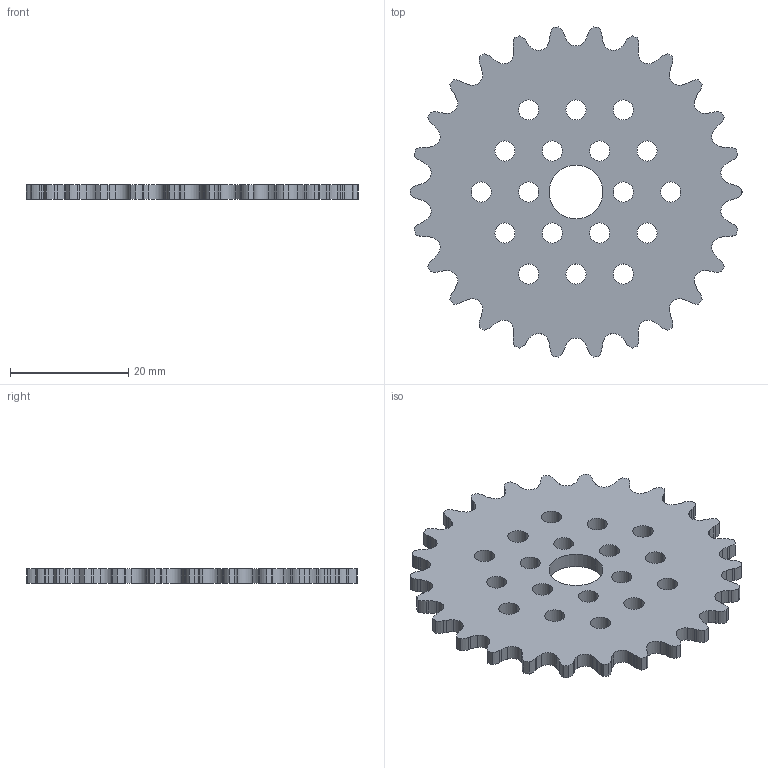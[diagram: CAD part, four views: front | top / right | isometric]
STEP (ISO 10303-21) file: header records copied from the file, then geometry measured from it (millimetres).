
FILE_DESCRIPTION (( 'STEP AP214' ), '1' );
FILE_NAME ('REV-41-1721 Sprocket, #25, 26T.STEP', '2019-06-19T14:48:12', ( '' ), ( '' ), 'SwSTEP 2.0', 'SolidWorks 2018', '' );
FILE_SCHEMA (( 'AUTOMOTIVE_DESIGN' ));
Length unit declared in the file: inch
Products named in the file (1): REV-41-1721 Sprocket, #25, 26T
Bounding box: 56.06 x 55.75 x 2.5 mm (x, y, z)
Volume: 4796.5 mm3; surface area: 5047 mm2
Topology: 1 solids, 1 shells, 263 faces, 783 edges, 522 vertices
Faces by surface type: cylinder 209, plane 54
Entity records: 9171 total; most frequent: DIRECTION 1729, CARTESIAN_POINT 1569, ORIENTED_EDGE 1566, EDGE_CURVE 783, AXIS2_PLACEMENT_3D 682, VERTEX_POINT 522, CIRCLE 418, VECTOR 365
